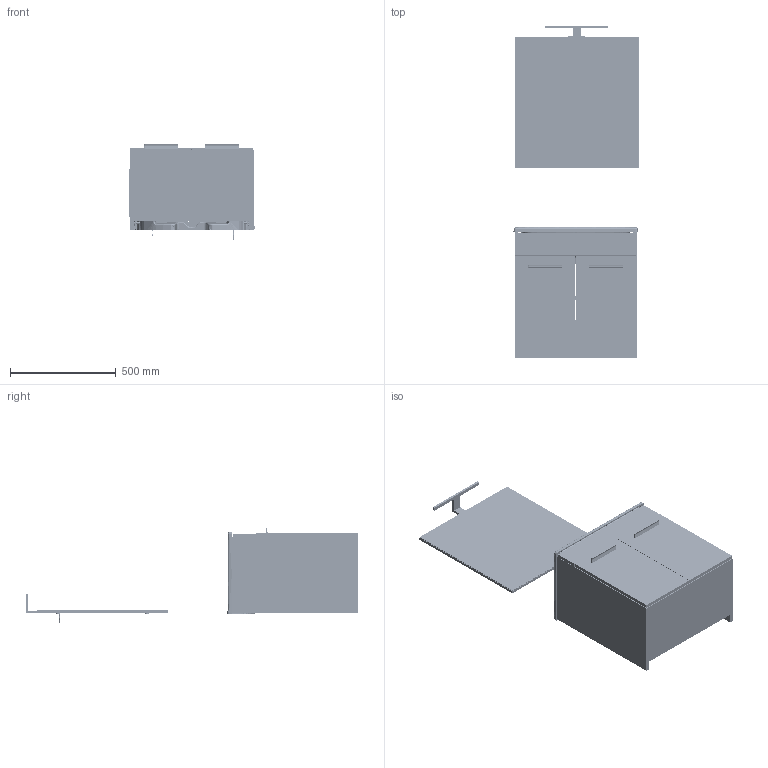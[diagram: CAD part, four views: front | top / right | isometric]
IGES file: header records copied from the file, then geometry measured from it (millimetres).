
Start section: SolidWorks IGES file using analytic representation for surfaces
Global section: file name: 75023_Mia Dem Set_LVD_Ayna_kpk_60cm.IGS; native system: SolidWorks 2018; preprocessor: SolidWorks 2018; author: betul.incukur; date: 190701.085304; units: millimetre
Bounding box: 592.15 x 1568 x 450.71 mm (x, y, z)
Surface area: 5126823.5 mm2 (no closed solid volume)
Topology: 0 solids, 0 shells, 17552 faces, 171546 edges, 171180 vertices
Faces by surface type: bspline 11223, revolution 6329
